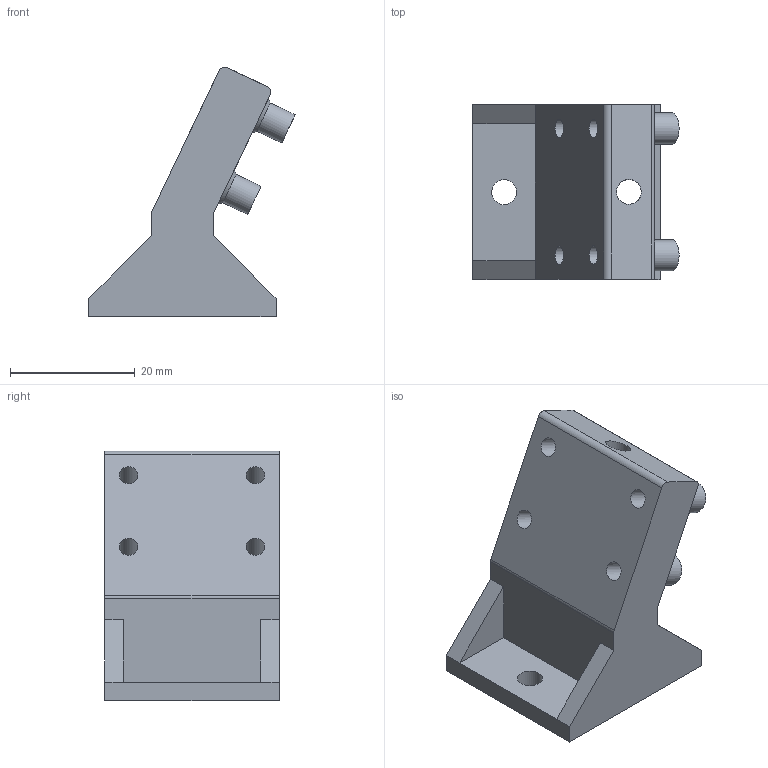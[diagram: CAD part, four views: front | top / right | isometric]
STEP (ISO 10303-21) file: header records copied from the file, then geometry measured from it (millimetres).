
FILE_DESCRIPTION(/* description */ (''),/* implementation_level */ '2;1');
FILE_NAME(/* name */ 'ir_camera_mount.stp',/* time_stamp */ '2022-07-25T12:20:15+02:00',/* author */ ('Niclas'),/* organization */ (''),/* preprocessor_version */ 'ST-DEVELOPER v18.1',/* originating_system */ 'Autodesk Inventor 2022',/* authorisation */ '');
FILE_SCHEMA (('AUTOMOTIVE_DESIGN { 1 0 10303 214 3 1 1 }'));
Length unit declared in the file: centimetre
Products named in the file (1): ir_camera_mount
Bounding box: 33.06 x 28 x 40.04 mm (x, y, z)
Volume: 12816.8 mm3; surface area: 6022.4 mm2
Topology: 1 solids, 1 shells, 43 faces, 107 edges, 70 vertices
Faces by surface type: plane 24, cylinder 15, cone 4
Full cylindrical faces by diameter (mm): 3 x4, 4 x3, 5 x4
Entity records: 1350 total; most frequent: DIRECTION 233, CARTESIAN_POINT 221, ORIENTED_EDGE 214, EDGE_CURVE 107, AXIS2_PLACEMENT_3D 82, VERTEX_POINT 70, LINE 69, VECTOR 69
